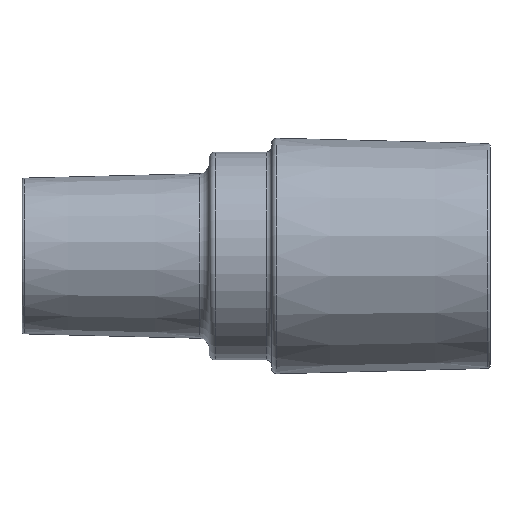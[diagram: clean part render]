
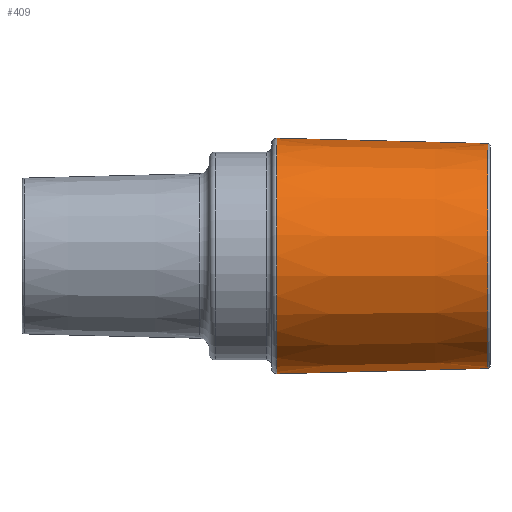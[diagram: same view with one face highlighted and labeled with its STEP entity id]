
A CAD part, top view. The second image highlights one B-rep face of the part: STEP entity #409.
In plain terms, the highlighted conical face has half-angle 1.432 degrees and reference radius 11.335 mm.
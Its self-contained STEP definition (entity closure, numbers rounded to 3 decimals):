
#17 = CARTESIAN_POINT ( 'NONE',  ( 3.512, -11.322, 0. ) ) ;
#77 = ORIENTED_EDGE ( 'NONE', *, *, #546, .F. ) ;
#101 = FACE_OUTER_BOUND ( 'NONE', #757, .T. ) ;
#124 = ORIENTED_EDGE ( 'NONE', *, *, #531, .F. ) ;
#129 = DIRECTION ( 'NONE',  ( 0., -1., 0. ) ) ;
#199 = CARTESIAN_POINT ( 'NONE',  ( 3., -11.335, 0. ) ) ;
#253 = CIRCLE ( 'NONE', #536, 10.815 ) ;
#288 = DIRECTION ( 'NONE',  ( 0., 1., 0. ) ) ;
#334 = LINE ( 'NONE', #199, #981 ) ;
#373 = VERTEX_POINT ( 'NONE', #1133 ) ;
#376 = EDGE_CURVE ( 'NONE', #685, #1015, #819, .T. ) ;
#409 = ADVANCED_FACE ( 'NONE', ( #101 ), #983, .T. ) ;
#422 = ORIENTED_EDGE ( 'NONE', *, *, #684, .F. ) ;
#423 = CARTESIAN_POINT ( 'NONE',  ( 3., 11.335, 0. ) ) ;
#436 = VERTEX_POINT ( 'NONE', #17 ) ;
#449 = AXIS2_PLACEMENT_3D ( 'NONE', #758, #922, #129 ) ;
#490 = DIRECTION ( 'NONE',  ( 0., -1., 0. ) ) ;
#531 = EDGE_CURVE ( 'NONE', #436, #1015, #563, .T. ) ;
#536 = AXIS2_PLACEMENT_3D ( 'NONE', #1036, #675, #490 ) ;
#546 = EDGE_CURVE ( 'NONE', #373, #436, #334, .T. ) ;
#563 = CIRCLE ( 'NONE', #449, 11.322 ) ;
#589 = CARTESIAN_POINT ( 'NONE',  ( 3.512, 11.322, 0. ) ) ;
#626 = AXIS2_PLACEMENT_3D ( 'NONE', #1083, #827, #288 ) ;
#675 = DIRECTION ( 'NONE',  ( 1., 0., 0. ) ) ;
#684 = EDGE_CURVE ( 'NONE', #685, #373, #253, .T. ) ;
#685 = VERTEX_POINT ( 'NONE', #1031 ) ;
#695 = ORIENTED_EDGE ( 'NONE', *, *, #376, .T. ) ;
#757 = EDGE_LOOP ( 'NONE', ( #77, #422, #695, #124 ) ) ;
#758 = CARTESIAN_POINT ( 'NONE',  ( 3.512, 0., 0. ) ) ;
#791 = DIRECTION ( 'NONE',  ( -1., 0.025, 0. ) ) ;
#803 = VECTOR ( 'NONE', #791, 1000. ) ;
#819 = LINE ( 'NONE', #423, #803 ) ;
#827 = DIRECTION ( 'NONE',  ( -1., 0., 0. ) ) ;
#835 = DIRECTION ( 'NONE',  ( -1., -0.025, 0. ) ) ;
#922 = DIRECTION ( 'NONE',  ( -1., 0., 0. ) ) ;
#981 = VECTOR ( 'NONE', #835, 1000. ) ;
#983 = CONICAL_SURFACE ( 'NONE', #626, 11.335, 0.025 ) ;
#1015 = VERTEX_POINT ( 'NONE', #589 ) ;
#1031 = CARTESIAN_POINT ( 'NONE',  ( 23.805, 10.815, 0. ) ) ;
#1036 = CARTESIAN_POINT ( 'NONE',  ( 23.805, 0., 0. ) ) ;
#1083 = CARTESIAN_POINT ( 'NONE',  ( 3., 0., 0. ) ) ;
#1133 = CARTESIAN_POINT ( 'NONE',  ( 23.805, -10.815, 0. ) ) ;
